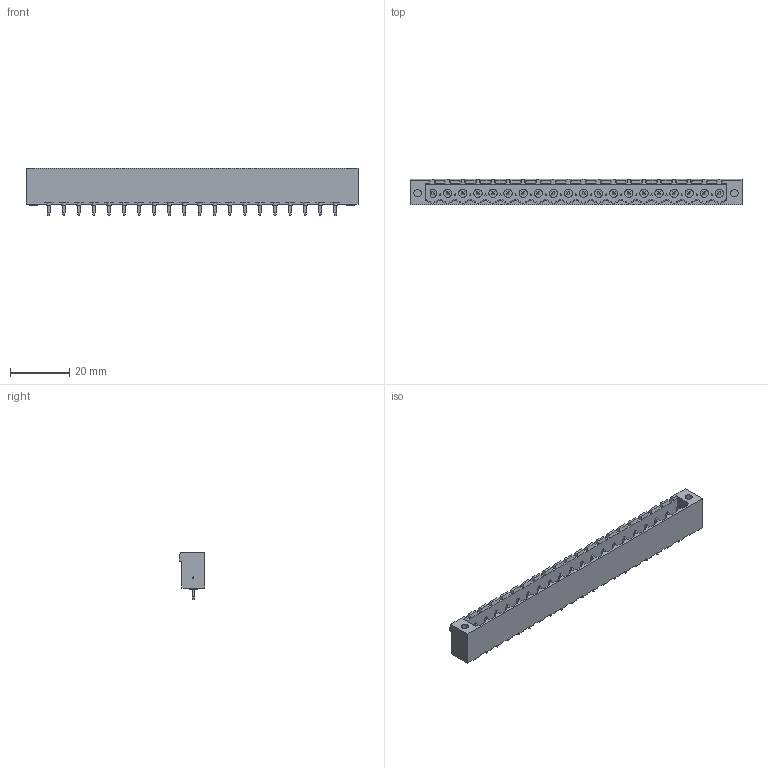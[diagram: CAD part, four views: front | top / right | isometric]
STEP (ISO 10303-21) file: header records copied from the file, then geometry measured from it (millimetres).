
FILE_DESCRIPTION((''),'2;1');
FILE_NAME('PHOENIX_1777251.stp','2011-06-20T14:47:34',(''),(''),'Mechanical Desktop 2011','Mechanical Desktop 2011',', , ');
FILE_SCHEMA(('AUTOMOTIVE_DESIGN { 1 2 10303 214 1 1 1 1 }'));
Length unit declared in the file: millimetre
Products named in the file (1): Product
Bounding box: 111.76 x 8.6 x 15.9 mm (x, y, z)
Volume: 5800.7 mm3; surface area: 7998.5 mm2
Topology: 41 solids, 41 shells, 1165 faces, 2646 edges, 1656 vertices
Faces by surface type: plane 794, bspline 201, cylinder 130, sphere 20, cone 20
Entity records: 32364 total; most frequent: CARTESIAN_POINT 6547, ORIENTED_EDGE 5284, DIRECTION 4996, EDGE_CURVE 2642, VECTOR 2146, LINE 2146, VERTEX_POINT 1648, AXIS2_PLACEMENT_3D 1425
